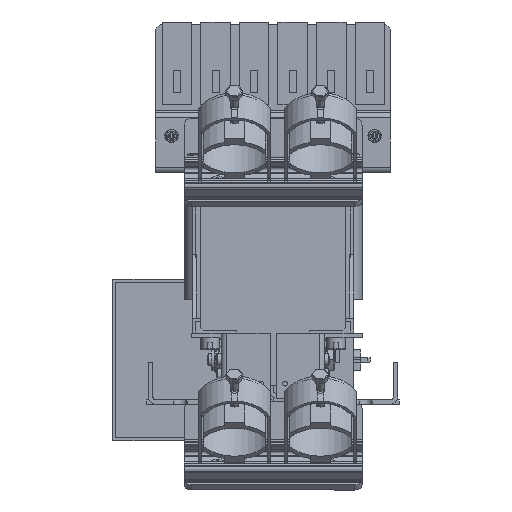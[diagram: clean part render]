
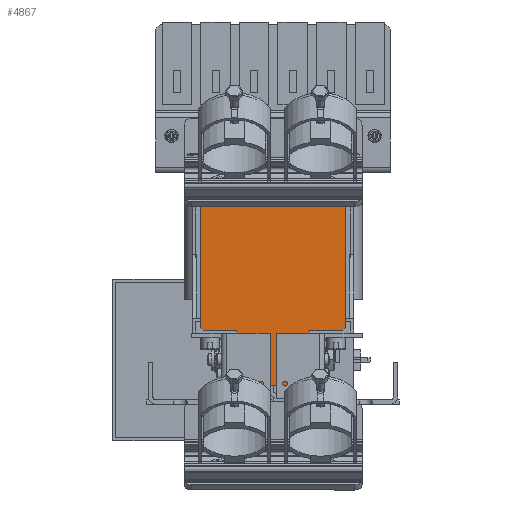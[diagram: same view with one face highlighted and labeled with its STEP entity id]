
A CAD part, left-side view. The second image highlights one B-rep face of the part: STEP entity #4867.
In plain terms, the highlighted face is planar.
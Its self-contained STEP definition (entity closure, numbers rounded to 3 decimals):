
#4867 = ADVANCED_FACE( '', ( #7618 ), #7619, .T. );
#7618 = FACE_OUTER_BOUND( '', #12322, .T. );
#7619 = PLANE( '', #12323 );
#12322 = EDGE_LOOP( '', ( #20605, #20606, #20607, #20608, #20609, #20610, #20611, #20612, #20613, #20614, #20615, #20616, #20617, #20618 ) );
#12323 = AXIS2_PLACEMENT_3D( '', #20619, #20620, #20621 );
#20605 = ORIENTED_EDGE( '', *, *, #39316, .T. );
#20606 = ORIENTED_EDGE( '', *, *, #39317, .F. );
#20607 = ORIENTED_EDGE( '', *, *, #39318, .F. );
#20608 = ORIENTED_EDGE( '', *, *, #39319, .F. );
#20609 = ORIENTED_EDGE( '', *, *, #39320, .T. );
#20610 = ORIENTED_EDGE( '', *, *, #39321, .T. );
#20611 = ORIENTED_EDGE( '', *, *, #39322, .T. );
#20612 = ORIENTED_EDGE( '', *, *, #39323, .T. );
#20613 = ORIENTED_EDGE( '', *, *, #39324, .T. );
#20614 = ORIENTED_EDGE( '', *, *, #39325, .T. );
#20615 = ORIENTED_EDGE( '', *, *, #39326, .T. );
#20616 = ORIENTED_EDGE( '', *, *, #39327, .T. );
#20617 = ORIENTED_EDGE( '', *, *, #39328, .F. );
#20618 = ORIENTED_EDGE( '', *, *, #39329, .T. );
#20619 = CARTESIAN_POINT( '', ( -79., 0., -73. ) );
#20620 = DIRECTION( '', ( 0., -1., 0. ) );
#20621 = DIRECTION( '', ( 0., 0., -1. ) );
#39316 = EDGE_CURVE( '', #44822, #44823, #44824, .T. );
#39317 = EDGE_CURVE( '', #44825, #44823, #44826, .T. );
#39318 = EDGE_CURVE( '', #44827, #44825, #44828, .T. );
#39319 = EDGE_CURVE( '', #44829, #44827, #44830, .T. );
#39320 = EDGE_CURVE( '', #44829, #44831, #44832, .T. );
#39321 = EDGE_CURVE( '', #44831, #44833, #44834, .T. );
#39322 = EDGE_CURVE( '', #44833, #44835, #44836, .T. );
#39323 = EDGE_CURVE( '', #44835, #44837, #44838, .T. );
#39324 = EDGE_CURVE( '', #44837, #44839, #44840, .T. );
#39325 = EDGE_CURVE( '', #44839, #44841, #44842, .T. );
#39326 = EDGE_CURVE( '', #44841, #44843, #44844, .T. );
#39327 = EDGE_CURVE( '', #44843, #44845, #44846, .T. );
#39328 = EDGE_CURVE( '', #44847, #44845, #44848, .T. );
#39329 = EDGE_CURVE( '', #44847, #44822, #44849, .T. );
#44822 = VERTEX_POINT( '', #53726 );
#44823 = VERTEX_POINT( '', #53727 );
#44824 = LINE( '', #53728, #53729 );
#44825 = VERTEX_POINT( '', #53730 );
#44826 = LINE( '', #53731, #53732 );
#44827 = VERTEX_POINT( '', #53733 );
#44828 = LINE( '', #53734, #53735 );
#44829 = VERTEX_POINT( '', #53736 );
#44830 = LINE( '', #53737, #53738 );
#44831 = VERTEX_POINT( '', #53739 );
#44832 = LINE( '', #53740, #53741 );
#44833 = VERTEX_POINT( '', #53742 );
#44834 = LINE( '', #53743, #53744 );
#44835 = VERTEX_POINT( '', #53745 );
#44836 = LINE( '', #53746, #53747 );
#44837 = VERTEX_POINT( '', #53748 );
#44838 = LINE( '', #53749, #53750 );
#44839 = VERTEX_POINT( '', #53751 );
#44840 = LINE( '', #53752, #53753 );
#44841 = VERTEX_POINT( '', #53754 );
#44842 = LINE( '', #53755, #53756 );
#44843 = VERTEX_POINT( '', #53757 );
#44844 = LINE( '', #53758, #53759 );
#44845 = VERTEX_POINT( '', #53760 );
#44846 = LINE( '', #53761, #53762 );
#44847 = VERTEX_POINT( '', #53763 );
#44848 = LINE( '', #53764, #53765 );
#44849 = LINE( '', #53766, #53767 );
#53726 = CARTESIAN_POINT( '', ( -49., 0., -34. ) );
#53727 = CARTESIAN_POINT( '', ( -46.998, 0., -36.002 ) );
#53728 = CARTESIAN_POINT( '', ( -44.5, 0., -38.5 ) );
#53729 = VECTOR( '', #77204, 1000. );
#53730 = CARTESIAN_POINT( '', ( -24.5, 0., -36.002 ) );
#53731 = CARTESIAN_POINT( '', ( -31.5, 0., -36.002 ) );
#53732 = VECTOR( '', #77205, 1000. );
#53733 = CARTESIAN_POINT( '', ( -24.5, 0., -38.002 ) );
#53734 = CARTESIAN_POINT( '', ( -24.5, 0., -36.002 ) );
#53735 = VECTOR( '', #77206, 1000. );
#53736 = CARTESIAN_POINT( '', ( -26.5, 0., -38.002 ) );
#53737 = CARTESIAN_POINT( '', ( -31.5, 0., -38.002 ) );
#53738 = VECTOR( '', #77207, 1000. );
#53739 = CARTESIAN_POINT( '', ( -26.5, 0., -73. ) );
#53740 = CARTESIAN_POINT( '', ( -26.5, 0., -38.002 ) );
#53741 = VECTOR( '', #77208, 1000. );
#53742 = CARTESIAN_POINT( '', ( 26.5, 0., -73. ) );
#53743 = CARTESIAN_POINT( '', ( -79., 0., -73. ) );
#53744 = VECTOR( '', #77209, 1000. );
#53745 = CARTESIAN_POINT( '', ( 26.5, 0., -38.002 ) );
#53746 = CARTESIAN_POINT( '', ( 26.5, 0., -73. ) );
#53747 = VECTOR( '', #77210, 1000. );
#53748 = CARTESIAN_POINT( '', ( 24.5, 0., -38.002 ) );
#53749 = CARTESIAN_POINT( '', ( 31.5, 0., -38.002 ) );
#53750 = VECTOR( '', #77211, 1000. );
#53751 = CARTESIAN_POINT( '', ( 24.5, 0., -36.002 ) );
#53752 = CARTESIAN_POINT( '', ( 24.5, 0., -36.002 ) );
#53753 = VECTOR( '', #77212, 1000. );
#53754 = CARTESIAN_POINT( '', ( 46.998, 0., -36.002 ) );
#53755 = CARTESIAN_POINT( '', ( 31.5, 0., -36.002 ) );
#53756 = VECTOR( '', #77213, 1000. );
#53757 = CARTESIAN_POINT( '', ( 49., 0., -34. ) );
#53758 = CARTESIAN_POINT( '', ( -34.5, 0., -117.5 ) );
#53759 = VECTOR( '', #77214, 1000. );
#53760 = CARTESIAN_POINT( '', ( 49., 0., 69.2 ) );
#53761 = CARTESIAN_POINT( '', ( 49., 0., -73. ) );
#53762 = VECTOR( '', #77215, 1000. );
#53763 = CARTESIAN_POINT( '', ( -49., 0., 69.2 ) );
#53764 = CARTESIAN_POINT( '', ( -79., 0., 69.2 ) );
#53765 = VECTOR( '', #77216, 1000. );
#53766 = CARTESIAN_POINT( '', ( -49., 0., -73. ) );
#53767 = VECTOR( '', #77217, 1000. );
#77204 = DIRECTION( '', ( 0.707, 0., -0.707 ) );
#77205 = DIRECTION( '', ( -1., 0., 0. ) );
#77206 = DIRECTION( '', ( 0., 0., 1. ) );
#77207 = DIRECTION( '', ( 1., 0., 0. ) );
#77208 = DIRECTION( '', ( 0., 0., -1. ) );
#77209 = DIRECTION( '', ( 1., 0., 0. ) );
#77210 = DIRECTION( '', ( 0., 0., 1. ) );
#77211 = DIRECTION( '', ( -1., 0., 0. ) );
#77212 = DIRECTION( '', ( 0., 0., 1. ) );
#77213 = DIRECTION( '', ( 1., 0., 0. ) );
#77214 = DIRECTION( '', ( 0.707, 0., 0.707 ) );
#77215 = DIRECTION( '', ( 0., 0., 1. ) );
#77216 = DIRECTION( '', ( 1., 0., 0. ) );
#77217 = DIRECTION( '', ( 0., 0., -1. ) );
